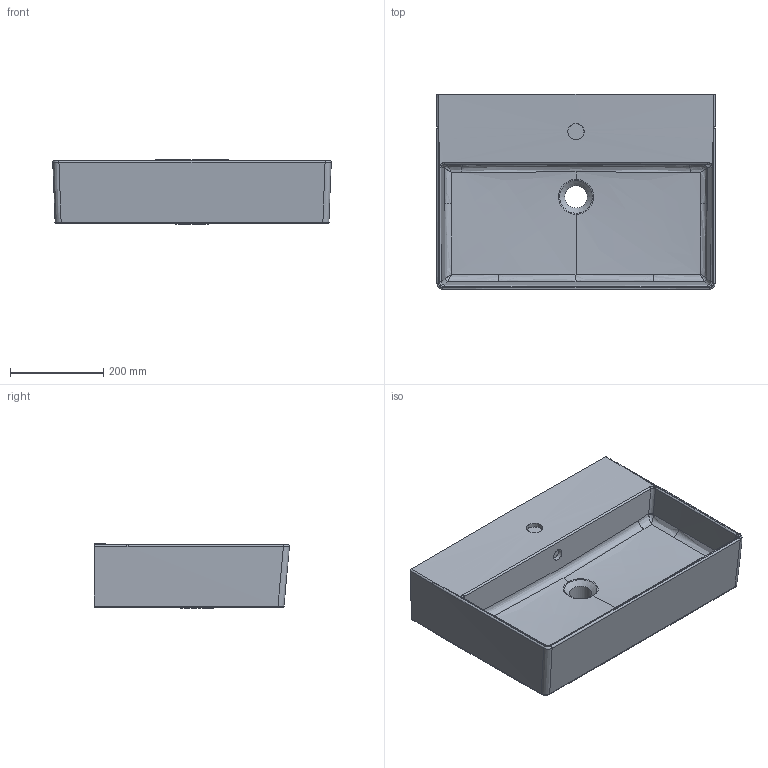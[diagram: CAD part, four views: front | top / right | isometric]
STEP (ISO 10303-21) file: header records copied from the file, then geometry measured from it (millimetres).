
FILE_DESCRIPTION(/* description */ (''),/* implementation_level */ '2;1');
FILE_NAME(/* name */ '4A2260_Memento 2.0 WT 60.stp',/* time_stamp */ '2018-11-26T14:48:24+01:00',/* author */ (''),/* organization */ (''),/* preprocessor_version */ 'ST-DEVELOPER v16',/* originating_system */ 'SIEMENS PLM Software NX 10.0',/* authorisation */ '');
FILE_SCHEMA (('AUTOMOTIVE_DESIGN { 1 0 10303 214 3 1 1 1 }'));
Length unit declared in the file: millimetre
Products named in the file (1): Sier2254175Asf5j
Bounding box: 599.38 x 419.56 x 138.67 mm (x, y, z)
Volume: 18651938.8 mm3; surface area: 882510.2 mm2
Topology: 1 solids, 1 shells, 136 faces, 336 edges, 199 vertices
Faces by surface type: bspline 103, plane 14, cone 9, torus 4, extrusion 3, sphere 2, cylinder 1
Full cylindrical faces by diameter (mm): 48.571 x1
Entity records: 12177 total; most frequent: CARTESIAN_POINT 9862, ORIENTED_EDGE 626, EDGE_CURVE 313, DIRECTION 239, VERTEX_POINT 195, B_SPLINE_CURVE_WITH_KNOTS 191, EDGE_LOOP 152, ADVANCED_FACE 135
